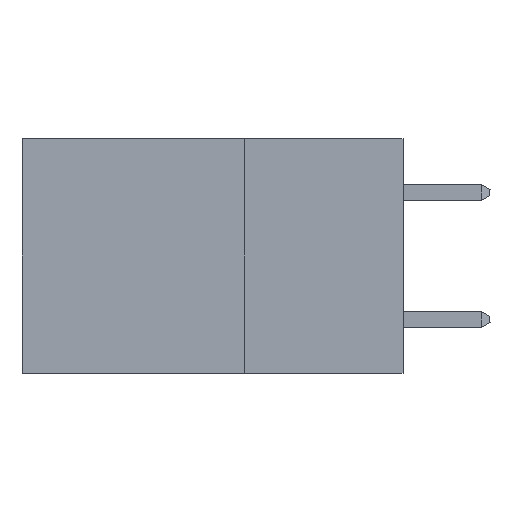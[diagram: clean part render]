
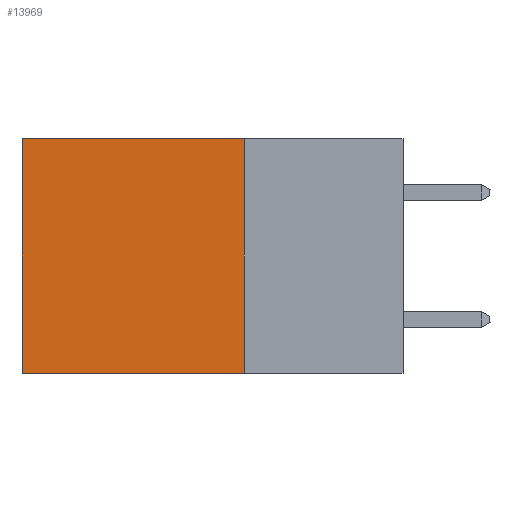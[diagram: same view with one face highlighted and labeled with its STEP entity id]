
A CAD part, left-side view. The second image highlights one B-rep face of the part: STEP entity #13969.
In plain terms, the highlighted planar face has unit normal (-1, 0, 0).
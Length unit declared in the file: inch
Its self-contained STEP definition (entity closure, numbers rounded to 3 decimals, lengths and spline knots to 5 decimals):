
#880 = VECTOR ( 'NONE', #10364, 39.37008 ) ;
#1841 = AXIS2_PLACEMENT_3D ( 'NONE', #13513, #17327, #5939 ) ;
#1985 = ORIENTED_EDGE ( 'NONE', *, *, #16195, .F. ) ;
#1994 = CARTESIAN_POINT ( 'NONE',  ( 0.2875, 0.25, 0. ) ) ;
#2031 = EDGE_CURVE ( 'NONE', #7051, #16658, #5377, .T. ) ;
#2387 = CARTESIAN_POINT ( 'NONE',  ( 0.2875, 0.25, -0.37 ) ) ;
#3712 = DIRECTION ( 'NONE',  ( 0., 1., 0. ) ) ;
#3866 = VERTEX_POINT ( 'NONE', #8229 ) ;
#5081 = DIRECTION ( 'NONE',  ( 0., 0., -1. ) ) ;
#5377 = LINE ( 'NONE', #17007, #11048 ) ;
#5882 = VERTEX_POINT ( 'NONE', #18187 ) ;
#5939 = DIRECTION ( 'NONE',  ( 0., 0., -1. ) ) ;
#7051 = VERTEX_POINT ( 'NONE', #1994 ) ;
#8229 = CARTESIAN_POINT ( 'NONE',  ( 0.2875, 0.6, -0.37 ) ) ;
#8645 = VECTOR ( 'NONE', #5081, 39.37008 ) ;
#9021 = EDGE_CURVE ( 'NONE', #16658, #3866, #13707, .T. ) ;
#9276 = ORIENTED_EDGE ( 'NONE', *, *, #2031, .T. ) ;
#9354 = CARTESIAN_POINT ( 'NONE',  ( 0.2875, 0.6, 0. ) ) ;
#10145 = EDGE_LOOP ( 'NONE', ( #20635, #1985, #22874, #9276 ) ) ;
#10259 = EDGE_CURVE ( 'NONE', #7051, #5882, #16030, .T. ) ;
#10364 = DIRECTION ( 'NONE',  ( 0., 0., -1. ) ) ;
#11048 = VECTOR ( 'NONE', #3712, 39.37008 ) ;
#12606 = VECTOR ( 'NONE', #17580, 39.37008 ) ;
#13209 = LINE ( 'NONE', #2387, #12606 ) ;
#13513 = CARTESIAN_POINT ( 'NONE',  ( 0.2875, 0.25, 0. ) ) ;
#13707 = LINE ( 'NONE', #14578, #8645 ) ;
#13969 = ADVANCED_FACE ( 'NONE', ( #17779 ), #22870, .F. ) ;
#14578 = CARTESIAN_POINT ( 'NONE',  ( 0.2875, 0.6, 0. ) ) ;
#16030 = LINE ( 'NONE', #23528, #880 ) ;
#16195 = EDGE_CURVE ( 'NONE', #5882, #3866, #13209, .T. ) ;
#16658 = VERTEX_POINT ( 'NONE', #9354 ) ;
#17007 = CARTESIAN_POINT ( 'NONE',  ( 0.2875, 0.25, 0. ) ) ;
#17327 = DIRECTION ( 'NONE',  ( 1., 0., 0. ) ) ;
#17580 = DIRECTION ( 'NONE',  ( 0., 1., 0. ) ) ;
#17779 = FACE_OUTER_BOUND ( 'NONE', #10145, .T. ) ;
#18187 = CARTESIAN_POINT ( 'NONE',  ( 0.2875, 0.25, -0.37 ) ) ;
#20635 = ORIENTED_EDGE ( 'NONE', *, *, #9021, .T. ) ;
#22870 = PLANE ( 'NONE',  #1841 ) ;
#22874 = ORIENTED_EDGE ( 'NONE', *, *, #10259, .F. ) ;
#23528 = CARTESIAN_POINT ( 'NONE',  ( 0.2875, 0.25, 0. ) ) ;
